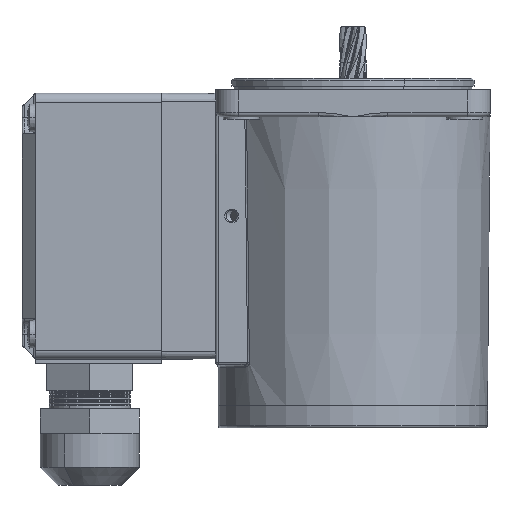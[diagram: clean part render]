
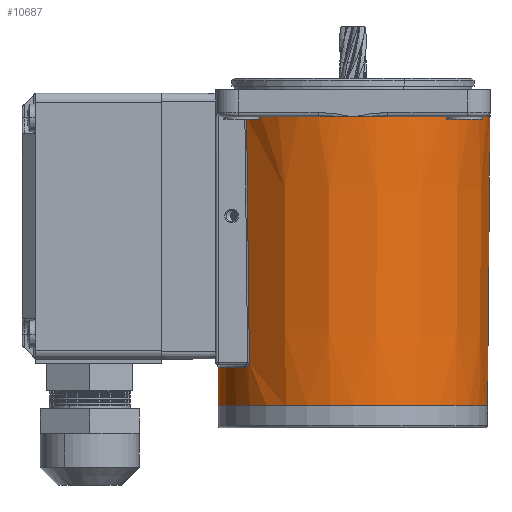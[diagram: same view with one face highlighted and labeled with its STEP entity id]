
A CAD part, left-side view. The second image highlights one B-rep face of the part: STEP entity #10687.
In plain terms, the highlighted conical face has half-angle 0.5 degrees and reference radius 29.841 mm.
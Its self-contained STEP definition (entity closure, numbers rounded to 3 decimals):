
#10610 = VERTEX_POINT ( 'NONE', #25246 ) ;
#10652 = EDGE_CURVE ( 'NONE', #10679, #10674, #25331, .T. ) ;
#10653 = ORIENTED_EDGE ( 'NONE', *, *, #10680, .F. ) ;
#10654 = EDGE_CURVE ( 'NONE', #10667, #10671, #25500, .T. ) ;
#10657 = ORIENTED_EDGE ( 'NONE', *, *, #10654, .T. ) ;
#10658 = EDGE_CURVE ( 'NONE', #10671, #10674, #25481, .T. ) ;
#10659 = ORIENTED_EDGE ( 'NONE', *, *, #10652, .F. ) ;
#10660 = ORIENTED_EDGE ( 'NONE', *, *, #10658, .T. ) ;
#10663 = EDGE_CURVE ( 'NONE', #10682, #10696, #25476, .T. ) ;
#10664 = VERTEX_POINT ( 'NONE', #25459 ) ;
#10665 = VERTEX_POINT ( 'NONE', #25577 ) ;
#10666 = EDGE_CURVE ( 'NONE', #10692, #10682, #25505, .T. ) ;
#10667 = VERTEX_POINT ( 'NONE', #25565 ) ;
#10668 = EDGE_CURVE ( 'NONE', #10610, #10664, #25552, .T. ) ;
#10669 = ORIENTED_EDGE ( 'NONE', *, *, #10666, .F. ) ;
#10670 = EDGE_CURVE ( 'NONE', #10665, #10692, #25575, .T. ) ;
#10671 = VERTEX_POINT ( 'NONE', #25554 ) ;
#10672 = ORIENTED_EDGE ( 'NONE', *, *, #10670, .F. ) ;
#10674 = VERTEX_POINT ( 'NONE', #25512 ) ;
#10675 = ORIENTED_EDGE ( 'NONE', *, *, #10684, .F. ) ;
#10677 = EDGE_CURVE ( 'NONE', #10679, #10681, #25023, .T. ) ;
#10679 = VERTEX_POINT ( 'NONE', #25639 ) ;
#10680 = EDGE_CURVE ( 'NONE', #10667, #10664, #25621, .T. ) ;
#10681 = VERTEX_POINT ( 'NONE', #25626 ) ;
#10682 = VERTEX_POINT ( 'NONE', #25619 ) ;
#10683 = EDGE_LOOP ( 'NONE', ( #10690, #10688, #10694, #10693, #10669, #10672, #10675, #10737, #10653, #10657, #10660, #10659 ) ) ;
#10684 = EDGE_CURVE ( 'NONE', #10610, #10665, #25627, .T. ) ;
#10685 = VERTEX_POINT ( 'NONE', #25622 ) ;
#10687 = ADVANCED_FACE ( 'NONE', ( #25617 ), #25635, .T. ) ;
#10688 = ORIENTED_EDGE ( 'NONE', *, *, #10691, .T. ) ;
#10690 = ORIENTED_EDGE ( 'NONE', *, *, #10677, .T. ) ;
#10691 = EDGE_CURVE ( 'NONE', #10681, #10685, #25694, .T. ) ;
#10692 = VERTEX_POINT ( 'NONE', #25688 ) ;
#10693 = ORIENTED_EDGE ( 'NONE', *, *, #10663, .F. ) ;
#10694 = ORIENTED_EDGE ( 'NONE', *, *, #10695, .F. ) ;
#10695 = EDGE_CURVE ( 'NONE', #10696, #10685, #25690, .T. ) ;
#10696 = VERTEX_POINT ( 'NONE', #25677 ) ;
#10737 = ORIENTED_EDGE ( 'NONE', *, *, #10668, .T. ) ;
#25004 = DIRECTION ( 'NONE',  ( 1., 0., 0. ) ) ;
#25006 = DIRECTION ( 'NONE',  ( 0., 0., 1. ) ) ;
#25009 = AXIS2_PLACEMENT_3D ( 'NONE', #25034, #25006, #25004 ) ;
#25023 = CIRCLE ( 'NONE', #25009, 29.841 ) ;
#25034 = CARTESIAN_POINT ( 'NONE',  ( 0., 0., -70.097 ) ) ;
#25246 = CARTESIAN_POINT ( 'NONE',  ( 23.582, 19.184, -6. ) ) ;
#25325 = AXIS2_PLACEMENT_3D ( 'NONE', #25486, #25485, #25483 ) ;
#25330 = CARTESIAN_POINT ( 'NONE',  ( 29.841, 0., -70.097 ) ) ;
#25331 = LINE ( 'NONE', #25330, #25497 ) ;
#25459 = CARTESIAN_POINT ( 'NONE',  ( 22.97, 19.18, -60.496 ) ) ;
#25464 = CARTESIAN_POINT ( 'NONE',  ( 29.916, 0., -61.495 ) ) ;
#25466 = CARTESIAN_POINT ( 'NONE',  ( 29.916, 0.32, -61.495 ) ) ;
#25467 = CARTESIAN_POINT ( 'NONE',  ( 29.911, 0.64, -61.496 ) ) ;
#25469 = CARTESIAN_POINT ( 'NONE',  ( 29.9, 0.96, -61.496 ) ) ;
#25476 = CIRCLE ( 'NONE', #25478, 30.4 ) ;
#25478 = AXIS2_PLACEMENT_3D ( 'NONE', #25572, #25571, #25570 ) ;
#25481 = B_SPLINE_CURVE_WITH_KNOTS ( 'NONE', 3,
 ( #25469, #25467, #25466, #25464 ),
 .UNSPECIFIED., .F., .F.,
 ( 4, 4 ),
 ( 0., 0.001 ),
 .UNSPECIFIED. ) ;
#25483 = DIRECTION ( 'NONE',  ( -1., 0., 0. ) ) ;
#25485 = DIRECTION ( 'NONE',  ( 0., 0., -1. ) ) ;
#25486 = CARTESIAN_POINT ( 'NONE',  ( 0., 0., -61.496 ) ) ;
#25495 = DIRECTION ( 'NONE',  ( 0.009, 0., 1. ) ) ;
#25497 = VECTOR ( 'NONE', #25495, 1000. ) ;
#25500 = CIRCLE ( 'NONE', #25325, 29.916 ) ;
#25505 = CIRCLE ( 'NONE', #25569, 30.4 ) ;
#25512 = CARTESIAN_POINT ( 'NONE',  ( 29.916, 0., -61.495 ) ) ;
#25515 = CARTESIAN_POINT ( 'NONE',  ( 22.97, 19.18, -60.496 ) ) ;
#25516 = CARTESIAN_POINT ( 'NONE',  ( 23.096, 19.181, -49.33 ) ) ;
#25519 = CARTESIAN_POINT ( 'NONE',  ( 23.222, 19.182, -38.164 ) ) ;
#25520 = CARTESIAN_POINT ( 'NONE',  ( 23.347, 19.183, -26.999 ) ) ;
#25521 = CARTESIAN_POINT ( 'NONE',  ( 23.407, 19.183, -21.666 ) ) ;
#25522 = CARTESIAN_POINT ( 'NONE',  ( 23.467, 19.184, -16.333 ) ) ;
#25525 = CARTESIAN_POINT ( 'NONE',  ( 23.526, 19.184, -11. ) ) ;
#25527 = CARTESIAN_POINT ( 'NONE',  ( 23.541, 19.184, -9.666 ) ) ;
#25529 = CARTESIAN_POINT ( 'NONE',  ( 23.556, 19.184, -8.333 ) ) ;
#25531 = CARTESIAN_POINT ( 'NONE',  ( 23.571, 19.184, -7. ) ) ;
#25533 = CARTESIAN_POINT ( 'NONE',  ( 23.575, 19.184, -6.667 ) ) ;
#25534 = CARTESIAN_POINT ( 'NONE',  ( 23.578, 19.184, -6.333 ) ) ;
#25536 = CARTESIAN_POINT ( 'NONE',  ( 23.582, 19.184, -6. ) ) ;
#25542 = DIRECTION ( 'NONE',  ( 1., 0., 0. ) ) ;
#25543 = DIRECTION ( 'NONE',  ( 0., 0., 1. ) ) ;
#25544 = CARTESIAN_POINT ( 'NONE',  ( 0., 0., -6. ) ) ;
#25546 = AXIS2_PLACEMENT_3D ( 'NONE', #25544, #25543, #25542 ) ;
#25552 = B_SPLINE_CURVE_WITH_KNOTS ( 'NONE', 3,
 ( #25536, #25534, #25533, #25531, #25529, #25527, #25525, #25522, #25521, #25520, #25519, #25516, #25515 ),
 .UNSPECIFIED., .F., .F.,
 ( 4, 3, 3, 3, 4 ),
 ( 0., 0.001, 0.005, 0.021, 0.054 ),
 .UNSPECIFIED. ) ;
#25554 = CARTESIAN_POINT ( 'NONE',  ( 29.9, 0.96, -61.496 ) ) ;
#25559 = DIRECTION ( 'NONE',  ( 1., 0., 0. ) ) ;
#25561 = DIRECTION ( 'NONE',  ( 0., 0., 1. ) ) ;
#25562 = CARTESIAN_POINT ( 'NONE',  ( 0., 0., -6. ) ) ;
#25565 = CARTESIAN_POINT ( 'NONE',  ( 23.746, 18.196, -61.496 ) ) ;
#25569 = AXIS2_PLACEMENT_3D ( 'NONE', #25562, #25561, #25559 ) ;
#25570 = DIRECTION ( 'NONE',  ( 1., 0., 0. ) ) ;
#25571 = DIRECTION ( 'NONE',  ( 0., 0., 1. ) ) ;
#25572 = CARTESIAN_POINT ( 'NONE',  ( 0., 0., -6. ) ) ;
#25575 = CIRCLE ( 'NONE', #25546, 30.4 ) ;
#25577 = CARTESIAN_POINT ( 'NONE',  ( 7.733, 29.4, -6. ) ) ;
#25578 = CARTESIAN_POINT ( 'NONE',  ( 0., 0., -70.097 ) ) ;
#25585 = DIRECTION ( 'NONE',  ( 1., 0., 0. ) ) ;
#25586 = DIRECTION ( 'NONE',  ( 0., 0., 1. ) ) ;
#25587 = CARTESIAN_POINT ( 'NONE',  ( 0., 0., -6. ) ) ;
#25588 = AXIS2_PLACEMENT_3D ( 'NONE', #25587, #25586, #25585 ) ;
#25594 = CARTESIAN_POINT ( 'NONE',  ( 22.97, 19.18, -60.496 ) ) ;
#25595 = CARTESIAN_POINT ( 'NONE',  ( 22.968, 19.18, -60.645 ) ) ;
#25597 = CARTESIAN_POINT ( 'NONE',  ( 22.995, 19.146, -60.791 ) ) ;
#25599 = CARTESIAN_POINT ( 'NONE',  ( 23.065, 19.058, -60.982 ) ) ;
#25601 = CARTESIAN_POINT ( 'NONE',  ( 23.094, 19.022, -61.042 ) ) ;
#25603 = CARTESIAN_POINT ( 'NONE',  ( 23.158, 18.943, -61.149 ) ) ;
#25604 = CARTESIAN_POINT ( 'NONE',  ( 23.193, 18.9, -61.197 ) ) ;
#25606 = CARTESIAN_POINT ( 'NONE',  ( 23.382, 18.664, -61.412 ) ) ;
#25607 = CARTESIAN_POINT ( 'NONE',  ( 23.565, 18.432, -61.496 ) ) ;
#25609 = CARTESIAN_POINT ( 'NONE',  ( 23.746, 18.196, -61.496 ) ) ;
#25614 = AXIS2_PLACEMENT_3D ( 'NONE', #25578, #25697, #25630 ) ;
#25617 = FACE_OUTER_BOUND ( 'NONE', #10683, .T. ) ;
#25619 = CARTESIAN_POINT ( 'NONE',  ( -7.733, 29.4, -6. ) ) ;
#25621 = B_SPLINE_CURVE_WITH_KNOTS ( 'NONE', 3,
 ( #25609, #25607, #25606, #25604, #25603, #25601, #25599, #25597, #25595, #25594 ),
 .UNSPECIFIED., .F., .F.,
 ( 4, 2, 2, 2, 4 ),
 ( 0., 0.001, 0.001, 0.001, 0.002 ),
 .UNSPECIFIED. ) ;
#25622 = CARTESIAN_POINT ( 'NONE',  ( -30.4, 0., -6. ) ) ;
#25626 = CARTESIAN_POINT ( 'NONE',  ( -29.841, 0., -70.097 ) ) ;
#25627 = CIRCLE ( 'NONE', #25588, 30.4 ) ;
#25630 = DIRECTION ( 'NONE',  ( 1., 0., 0. ) ) ;
#25635 = CONICAL_SURFACE ( 'NONE', #25614, 29.841, 0.009 ) ;
#25639 = CARTESIAN_POINT ( 'NONE',  ( 29.841, 0., -70.097 ) ) ;
#25672 = DIRECTION ( 'NONE',  ( 1., 0., 0. ) ) ;
#25673 = DIRECTION ( 'NONE',  ( 0., 0., 1. ) ) ;
#25675 = CARTESIAN_POINT ( 'NONE',  ( 0., 0., -6. ) ) ;
#25677 = CARTESIAN_POINT ( 'NONE',  ( -29.4, 7.733, -6. ) ) ;
#25684 = DIRECTION ( 'NONE',  ( -0.009, 0., 1. ) ) ;
#25685 = VECTOR ( 'NONE', #25684, 1000. ) ;
#25686 = CARTESIAN_POINT ( 'NONE',  ( -29.841, 0., -70.097 ) ) ;
#25688 = CARTESIAN_POINT ( 'NONE',  ( 0., 30.4, -6. ) ) ;
#25690 = CIRCLE ( 'NONE', #25693, 30.4 ) ;
#25693 = AXIS2_PLACEMENT_3D ( 'NONE', #25675, #25673, #25672 ) ;
#25694 = LINE ( 'NONE', #25686, #25685 ) ;
#25697 = DIRECTION ( 'NONE',  ( 0., 0., 1. ) ) ;
